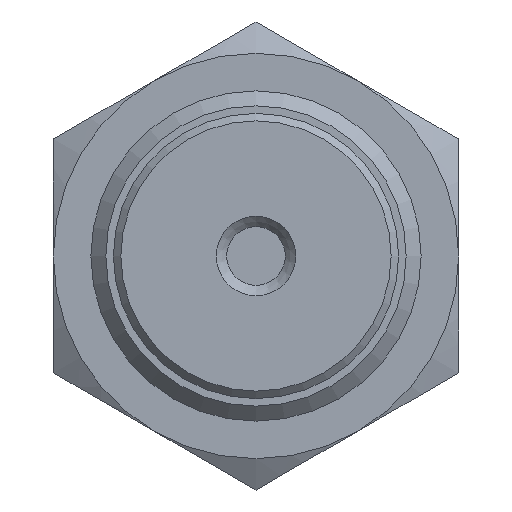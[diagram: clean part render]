
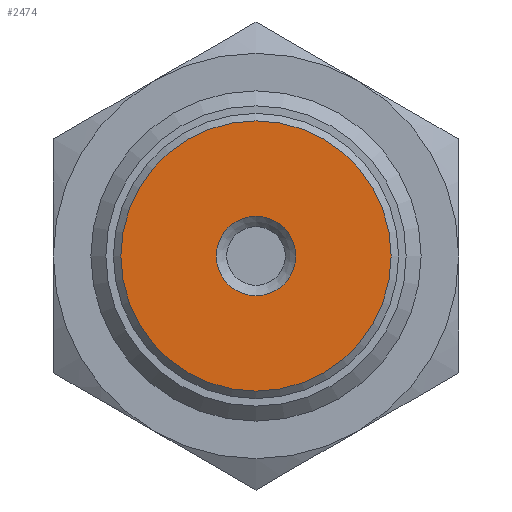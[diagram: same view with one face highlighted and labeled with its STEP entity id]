
A CAD part, left-side view. The second image highlights one B-rep face of the part: STEP entity #2474.
In plain terms, the highlighted planar face has unit normal (-1, 0, 0).
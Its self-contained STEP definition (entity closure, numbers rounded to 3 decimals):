
#470=CARTESIAN_POINT('',(0.0,0.0,-9.));
#471=VERTEX_POINT('',#470);
#472=CARTESIAN_POINT('',(0.0,0.0,0.0));
#473=DIRECTION('',(-1.0,0.0,0.0));
#474=DIRECTION('',(0.0,0.0,-1.0));
#475=AXIS2_PLACEMENT_3D('',#472,#473,#474);
#476=CIRCLE('',#475,9.);
#477=EDGE_CURVE('',#471,#471,#476,.T.);
#501=CARTESIAN_POINT('',(0.0,0.0,2.65));
#502=VERTEX_POINT('',#501);
#503=CARTESIAN_POINT('',(0.0,0.0,0.0));
#504=DIRECTION('',(1.0,0.0,0.0));
#505=DIRECTION('',(0.0,0.0,1.0));
#506=AXIS2_PLACEMENT_3D('',#503,#504,#505);
#507=CIRCLE('',#506,2.65);
#508=EDGE_CURVE('',#502,#502,#507,.T.);
#2463=CARTESIAN_POINT('',(0.0,-9.108,-9.108));
#2464=DIRECTION('',(-1.0,0.0,0.0));
#2465=DIRECTION('',(0.0,0.0,1.0));
#2466=AXIS2_PLACEMENT_3D('',#2463,#2464,#2465);
#2467=PLANE('',#2466);
#2468=ORIENTED_EDGE('',*,*,#477,.T.);
#2469=EDGE_LOOP('',(#2468));
#2470=FACE_OUTER_BOUND('',#2469,.T.);
#2471=ORIENTED_EDGE('',*,*,#508,.T.);
#2472=EDGE_LOOP('',(#2471));
#2473=FACE_BOUND('',#2472,.T.);
#2474=ADVANCED_FACE('',(#2470,#2473),#2467,.T.);
